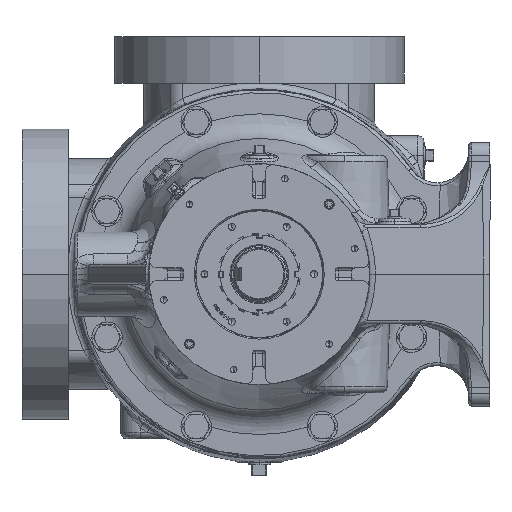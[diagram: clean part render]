
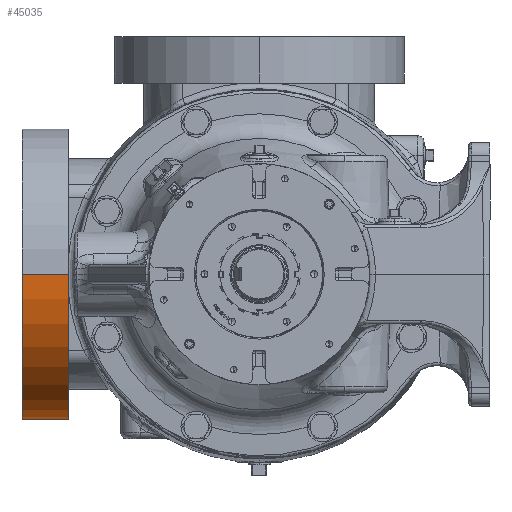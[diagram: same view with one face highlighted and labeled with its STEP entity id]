
A CAD part, left-side view. The second image highlights one B-rep face of the part: STEP entity #45035.
In plain terms, the highlighted cylindrical face has radius 139.7 mm (diameter 279.4 mm), a partial arc.
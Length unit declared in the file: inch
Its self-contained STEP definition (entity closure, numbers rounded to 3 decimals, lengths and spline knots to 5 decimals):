
#652 = EDGE_CURVE ( 'NONE', #81271, #86451, #60302, .T. ) ;
#7452 = DIRECTION ( 'NONE',  ( 0., -1., 0. ) ) ;
#11124 = ORIENTED_EDGE ( 'NONE', *, *, #186742, .T. ) ;
#12510 = AXIS2_PLACEMENT_3D ( 'NONE', #175890, #7452, #82634 ) ;
#20941 = LINE ( 'NONE', #210223, #103034 ) ;
#30828 = DIRECTION ( 'NONE',  ( -1., 0., 0. ) ) ;
#43096 = CIRCLE ( 'NONE', #152881, 5.5 ) ;
#45035 = ADVANCED_FACE ( 'NONE', ( #166299 ), #205516, .T. ) ;
#60302 = CIRCLE ( 'NONE', #146606, 5.5 ) ;
#63759 = CARTESIAN_POINT ( 'NONE',  ( -1.36, 9., 0. ) ) ;
#63960 = VECTOR ( 'NONE', #70067, 39.37008 ) ;
#64183 = DIRECTION ( 'NONE',  ( -1., 0., 0. ) ) ;
#70067 = DIRECTION ( 'NONE',  ( 0., -1., 0. ) ) ;
#81271 = VERTEX_POINT ( 'NONE', #111132 ) ;
#82634 = DIRECTION ( 'NONE',  ( -1., 0., 0. ) ) ;
#82953 = ORIENTED_EDGE ( 'NONE', *, *, #652, .F. ) ;
#86451 = VERTEX_POINT ( 'NONE', #117137 ) ;
#88517 = CARTESIAN_POINT ( 'NONE',  ( 9.64, 4.87954, 0. ) ) ;
#103034 = VECTOR ( 'NONE', #211409, 39.37008 ) ;
#103313 = CARTESIAN_POINT ( 'NONE',  ( 4.14, 9., 0. ) ) ;
#111132 = CARTESIAN_POINT ( 'NONE',  ( -1.36, 7.25, 0. ) ) ;
#117137 = CARTESIAN_POINT ( 'NONE',  ( 9.64, 7.25, 0. ) ) ;
#124213 = DIRECTION ( 'NONE',  ( 0., -1., 0. ) ) ;
#136622 = DIRECTION ( 'NONE',  ( 0., -1., 0. ) ) ;
#146606 = AXIS2_PLACEMENT_3D ( 'NONE', #197969, #124213, #30828 ) ;
#148829 = CARTESIAN_POINT ( 'NONE',  ( 9.64, 9., 0. ) ) ;
#152881 = AXIS2_PLACEMENT_3D ( 'NONE', #103313, #136622, #64183 ) ;
#163703 = EDGE_CURVE ( 'NONE', #229245, #86451, #177027, .T. ) ;
#166299 = FACE_OUTER_BOUND ( 'NONE', #230438, .T. ) ;
#174505 = EDGE_CURVE ( 'NONE', #226506, #81271, #20941, .T. ) ;
#175890 = CARTESIAN_POINT ( 'NONE',  ( 4.14, 4.87954, 0. ) ) ;
#177027 = LINE ( 'NONE', #88517, #63960 ) ;
#186742 = EDGE_CURVE ( 'NONE', #226506, #229245, #43096, .T. ) ;
#197969 = CARTESIAN_POINT ( 'NONE',  ( 4.14, 7.25, 0. ) ) ;
#205516 = CYLINDRICAL_SURFACE ( 'NONE', #12510, 5.5 ) ;
#210223 = CARTESIAN_POINT ( 'NONE',  ( -1.36, 4.87954, 0. ) ) ;
#211409 = DIRECTION ( 'NONE',  ( 0., -1., 0. ) ) ;
#226506 = VERTEX_POINT ( 'NONE', #63759 ) ;
#229245 = VERTEX_POINT ( 'NONE', #148829 ) ;
#230438 = EDGE_LOOP ( 'NONE', ( #11124, #234491, #82953, #230922 ) ) ;
#230922 = ORIENTED_EDGE ( 'NONE', *, *, #174505, .F. ) ;
#234491 = ORIENTED_EDGE ( 'NONE', *, *, #163703, .T. ) ;
